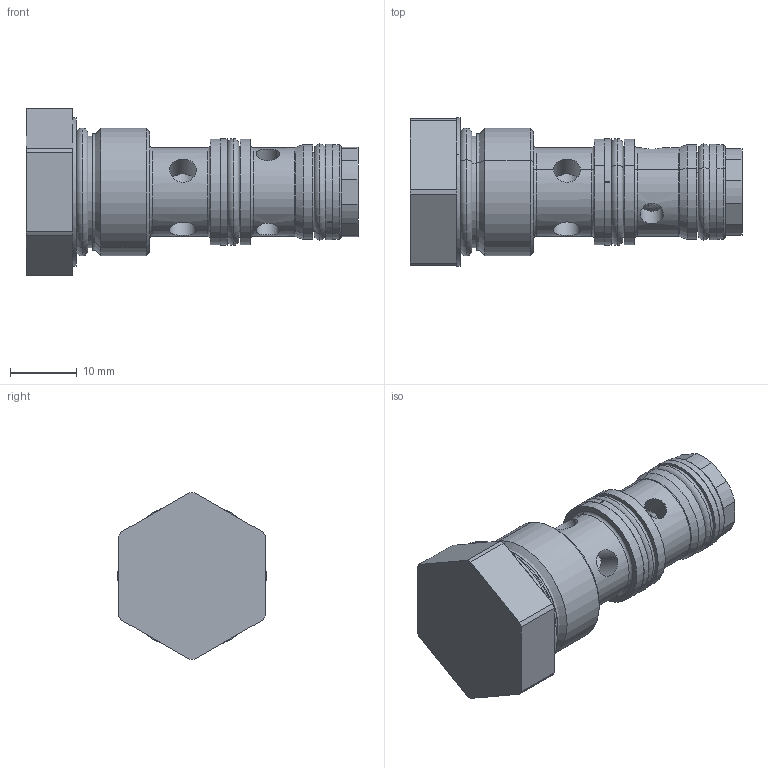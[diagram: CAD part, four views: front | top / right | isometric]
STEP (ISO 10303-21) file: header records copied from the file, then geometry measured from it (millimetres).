
FILE_DESCRIPTION((''),'2;1');
FILE_NAME('CSTT-XXN_ASM','2022-09-21T13:57:23',('AlainG'),('Sun Hydraulics LLC'),'CREO PARAMETRIC BY PTC INC, 2021072','CREO PARAMETRIC BY PTC INC, 2021072','');
FILE_SCHEMA(('AUTOMOTIVE_DESIGN { 1 0 10303 214 1 1 1 1 }'));
Products named in the file (12): P142-0031_1_1_2_3_4; P162-0022_4_1_2_3_4; P330-0640_2_1_2_3_4; P225-013T_2_1_2_3_4; P225-014T_3_1_2_3_4; P355-014B_2_1_2_3_4; P355-013B_2_1_2_3_4; P355-908A_2_1_2_3_4; P359-081_4_1_2_3_4; ST08-B3XN-20_ASM_14_1_2_3_ASM; ST08-B3XN-20_ASM_1__ASM; CSTT-XXN_ASM
Assembly tree (11 placements, depth 4):
  CSTT-XXN_ASM
    ST08-B3XN-20_ASM_1__ASM
      ST08-B3XN-20_ASM_14_1_2_3_ASM
        P142-0031_1_1_2_3_4
        P162-0022_4_1_2_3_4
        P330-0640_2_1_2_3_4
        P225-013T_2_1_2_3_4
        P225-014T_3_1_2_3_4
        P355-014B_2_1_2_3_4
        P355-013B_2_1_2_3_4
        P355-908A_2_1_2_3_4
        P359-081_4_1_2_3_4
Bounding box: 49.7 x 22.23 x 25 mm (x, y, z)
Volume: 10183.9 mm3; surface area: 7309.1 mm2
Topology: 9 solids, 12 shells, 196 faces, 551 edges, 363 vertices
Faces by surface type: cylinder 74, plane 49, torus 46, cone 24, sphere 3
Entity records: 10961 total; most frequent: CARTESIAN_POINT 1884, DIRECTION 1482, ORIENTED_EDGE 1078, AXIS2_PLACEMENT_3D 642, EDGE_CURVE 545, PROPERTY_DEFINITION 452, REPRESENTATION 441, PROPERTY_DEFINITION_REPRESENTATION 441
